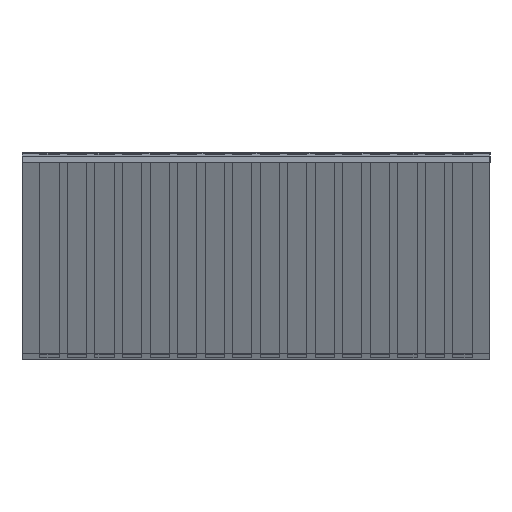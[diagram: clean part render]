
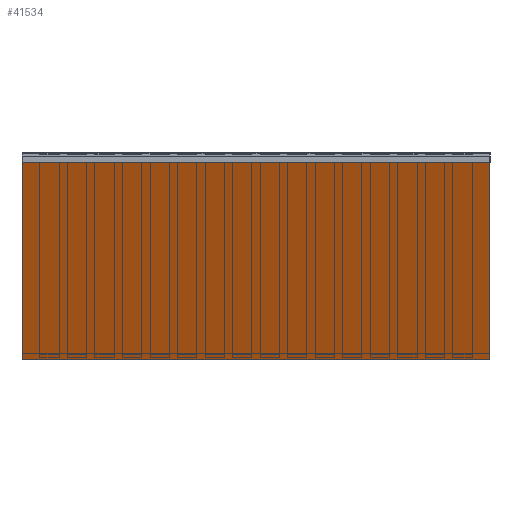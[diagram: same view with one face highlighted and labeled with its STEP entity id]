
A CAD part, left-side view. The second image highlights one B-rep face of the part: STEP entity #41534.
In plain terms, the highlighted planar face has unit normal (-0.911, 0, -0.412).
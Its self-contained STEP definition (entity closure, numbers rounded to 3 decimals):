
#1045=ORIENTED_EDGE('',*,*,#10073,.T.);
#1046=ORIENTED_EDGE('',*,*,#10061,.F.);
#1047=ORIENTED_EDGE('',*,*,#10074,.F.);
#1048=ORIENTED_EDGE('',*,*,#10070,.T.);
#10061=EDGE_CURVE('',#14542,#14541,#17627,.T.);
#10070=EDGE_CURVE('',#14549,#14548,#17635,.T.);
#10073=EDGE_CURVE('',#14548,#14541,#17637,.T.);
#10074=EDGE_CURVE('',#14549,#14542,#17638,.T.);
#14541=VERTEX_POINT('',#52613);
#14542=VERTEX_POINT('',#52615);
#14548=VERTEX_POINT('',#52638);
#14549=VERTEX_POINT('',#52640);
#17627=LINE('',#52616,#22141);
#17635=LINE('',#52639,#22149);
#17637=LINE('',#52648,#22151);
#17638=LINE('',#52649,#22152);
#22141=VECTOR('',#44898,1000.);
#22149=VECTOR('',#44916,1000.);
#22151=VECTOR('',#44920,1000.);
#22152=VECTOR('',#44921,1000.);
#26411=EDGE_LOOP('',(#1045,#1046,#1047,#1048));
#27923=FACE_BOUND('',#26411,.T.);
#29435=PLANE('',#43053);
#41534=ADVANCED_FACE('',(#27923),#29435,.F.);
#43053=AXIS2_PLACEMENT_3D('',#52647,#44918,#44919);
#44898=DIRECTION('',(0.,-1.,0.));
#44916=DIRECTION('',(0.,-1.,0.));
#44918=DIRECTION('',(0.911,0.,0.412));
#44919=DIRECTION('',(0.412,0.,-0.911));
#44920=DIRECTION('',(-0.412,0.,0.911));
#44921=DIRECTION('',(-0.412,0.,0.911));
#52613=CARTESIAN_POINT('',(35.04,0.,-0.167));
#52615=CARTESIAN_POINT('',(35.04,17.,-0.167));
#52616=CARTESIAN_POINT('',(35.04,17.,-0.167));
#52638=CARTESIAN_POINT('',(38.337,0.,-7.457));
#52639=CARTESIAN_POINT('',(38.337,17.,-7.457));
#52640=CARTESIAN_POINT('',(38.337,17.,-7.457));
#52647=CARTESIAN_POINT('',(35.04,17.,-0.167));
#52648=CARTESIAN_POINT('',(35.04,0.,-0.167));
#52649=CARTESIAN_POINT('',(35.04,17.,-0.167));
